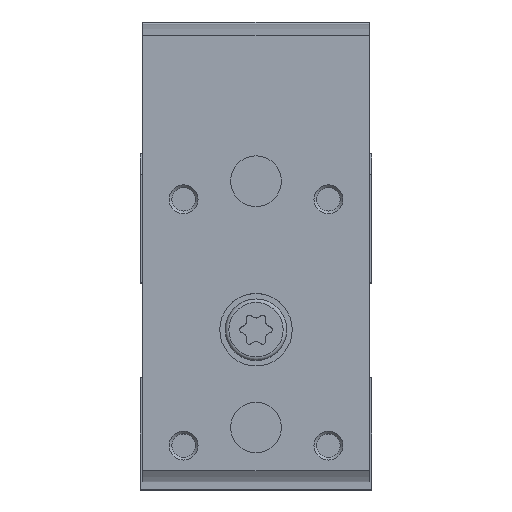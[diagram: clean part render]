
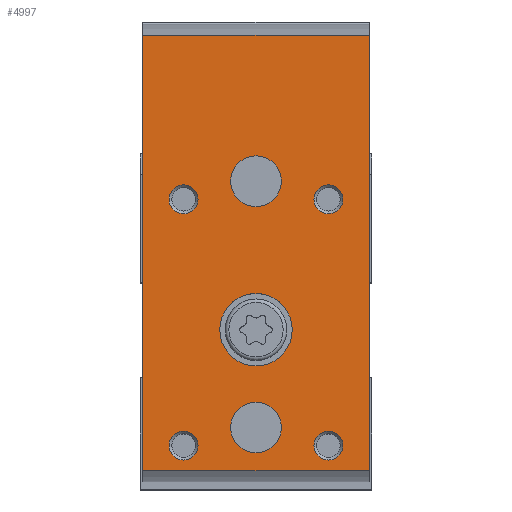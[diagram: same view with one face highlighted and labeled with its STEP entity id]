
A CAD part, top view. The second image highlights one B-rep face of the part: STEP entity #4997.
In plain terms, the highlighted planar face has unit normal (0, 0, 1).
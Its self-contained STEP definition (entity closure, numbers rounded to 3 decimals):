
#186=PLANE('',#6456);
#401=CIRCLE('',#6457,5.);
#402=CIRCLE('',#6458,3.5);
#403=CIRCLE('',#6459,3.5);
#404=CIRCLE('',#6460,2.);
#405=CIRCLE('',#6461,2.);
#406=CIRCLE('',#6462,2.);
#407=CIRCLE('',#6463,2.);
#1372=ORIENTED_EDGE('',*,*,#2302,.T.);
#1373=ORIENTED_EDGE('',*,*,#2303,.T.);
#1374=ORIENTED_EDGE('',*,*,#2304,.T.);
#1375=ORIENTED_EDGE('',*,*,#2305,.F.);
#1376=ORIENTED_EDGE('',*,*,#2306,.F.);
#1377=ORIENTED_EDGE('',*,*,#2307,.F.);
#1378=ORIENTED_EDGE('',*,*,#2308,.F.);
#1379=ORIENTED_EDGE('',*,*,#2309,.T.);
#1380=ORIENTED_EDGE('',*,*,#2310,.F.);
#1381=ORIENTED_EDGE('',*,*,#2311,.F.);
#1382=ORIENTED_EDGE('',*,*,#2312,.T.);
#2302=EDGE_CURVE('',#2859,#2859,#401,.T.);
#2303=EDGE_CURVE('',#2860,#2860,#402,.T.);
#2304=EDGE_CURVE('',#2861,#2861,#403,.T.);
#2305=EDGE_CURVE('',#2862,#2862,#404,.T.);
#2306=EDGE_CURVE('',#2863,#2863,#405,.T.);
#2307=EDGE_CURVE('',#2864,#2864,#406,.T.);
#2308=EDGE_CURVE('',#2865,#2865,#407,.T.);
#2309=EDGE_CURVE('',#2866,#2867,#3286,.T.);
#2310=EDGE_CURVE('',#2868,#2867,#3287,.T.);
#2311=EDGE_CURVE('',#2869,#2868,#3288,.T.);
#2312=EDGE_CURVE('',#2869,#2866,#3289,.T.);
#2859=VERTEX_POINT('',#9304);
#2860=VERTEX_POINT('',#9306);
#2861=VERTEX_POINT('',#9308);
#2862=VERTEX_POINT('',#9310);
#2863=VERTEX_POINT('',#9312);
#2864=VERTEX_POINT('',#9314);
#2865=VERTEX_POINT('',#9316);
#2866=VERTEX_POINT('',#9318);
#2867=VERTEX_POINT('',#9319);
#2868=VERTEX_POINT('',#9321);
#2869=VERTEX_POINT('',#9323);
#3286=LINE('',#9317,#3658);
#3287=LINE('',#9320,#3659);
#3288=LINE('',#9322,#3660);
#3289=LINE('',#9324,#3661);
#3658=VECTOR('',#7727,1000.);
#3659=VECTOR('',#7728,1000.);
#3660=VECTOR('',#7729,1000.);
#3661=VECTOR('',#7730,1000.);
#4021=EDGE_LOOP('',(#1372));
#4022=EDGE_LOOP('',(#1373));
#4023=EDGE_LOOP('',(#1374));
#4024=EDGE_LOOP('',(#1375));
#4025=EDGE_LOOP('',(#1376));
#4026=EDGE_LOOP('',(#1377));
#4027=EDGE_LOOP('',(#1378));
#4028=EDGE_LOOP('',(#1379,#1380,#1381,#1382));
#4495=FACE_BOUND('',#4021,.T.);
#4496=FACE_BOUND('',#4022,.T.);
#4497=FACE_BOUND('',#4023,.T.);
#4498=FACE_BOUND('',#4024,.T.);
#4499=FACE_BOUND('',#4025,.T.);
#4500=FACE_BOUND('',#4026,.T.);
#4501=FACE_BOUND('',#4027,.T.);
#4502=FACE_BOUND('',#4028,.T.);
#4997=ADVANCED_FACE('',(#4495,#4496,#4497,#4498,#4499,#4500,#4501,#4502),
#186,.F.);
#6456=AXIS2_PLACEMENT_3D('',#9302,#7711,#7712);
#6457=AXIS2_PLACEMENT_3D('',#9303,#7713,#7714);
#6458=AXIS2_PLACEMENT_3D('',#9305,#7715,#7716);
#6459=AXIS2_PLACEMENT_3D('',#9307,#7717,#7718);
#6460=AXIS2_PLACEMENT_3D('',#9309,#7719,#7720);
#6461=AXIS2_PLACEMENT_3D('',#9311,#7721,#7722);
#6462=AXIS2_PLACEMENT_3D('',#9313,#7723,#7724);
#6463=AXIS2_PLACEMENT_3D('',#9315,#7725,#7726);
#7711=DIRECTION('',(0.,0.,-1.));
#7712=DIRECTION('',(-1.,0.,0.));
#7713=DIRECTION('',(0.,0.,-1.));
#7714=DIRECTION('',(-1.,0.,0.));
#7715=DIRECTION('',(0.,0.,-1.));
#7716=DIRECTION('',(-1.,0.,0.));
#7717=DIRECTION('',(0.,0.,-1.));
#7718=DIRECTION('',(-1.,0.,0.));
#7719=DIRECTION('',(0.,0.,1.));
#7720=DIRECTION('',(1.,0.,0.));
#7721=DIRECTION('',(0.,0.,1.));
#7722=DIRECTION('',(1.,0.,0.));
#7723=DIRECTION('',(0.,0.,1.));
#7724=DIRECTION('',(1.,0.,0.));
#7725=DIRECTION('',(0.,0.,1.));
#7726=DIRECTION('',(1.,0.,0.));
#7727=DIRECTION('',(0.,-1.,0.));
#7728=DIRECTION('',(-1.,0.,0.));
#7729=DIRECTION('',(0.,-1.,0.));
#7730=DIRECTION('',(-1.,0.,0.));
#9302=CARTESIAN_POINT('',(15.65,63.5,0.));
#9303=CARTESIAN_POINT('',(0.,21.,0.));
#9304=CARTESIAN_POINT('',(-5.,21.,0.));
#9305=CARTESIAN_POINT('',(0.,7.5,0.));
#9306=CARTESIAN_POINT('',(-3.5,7.5,0.));
#9307=CARTESIAN_POINT('',(0.,41.5,0.));
#9308=CARTESIAN_POINT('',(-3.5,41.5,0.));
#9309=CARTESIAN_POINT('',(-10.,39.,0.));
#9310=CARTESIAN_POINT('',(-8.,39.,0.));
#9311=CARTESIAN_POINT('',(10.,39.,0.));
#9312=CARTESIAN_POINT('',(12.,39.,0.));
#9313=CARTESIAN_POINT('',(-10.,5.,0.));
#9314=CARTESIAN_POINT('',(-8.,5.,0.));
#9315=CARTESIAN_POINT('',(10.,5.,0.));
#9316=CARTESIAN_POINT('',(12.,5.,0.));
#9317=CARTESIAN_POINT('',(-15.65,63.5,0.));
#9318=CARTESIAN_POINT('',(-15.65,61.656,0.));
#9319=CARTESIAN_POINT('',(-15.65,1.544,0.));
#9320=CARTESIAN_POINT('',(15.65,1.544,0.));
#9321=CARTESIAN_POINT('',(15.65,1.544,0.));
#9322=CARTESIAN_POINT('',(15.65,63.5,0.));
#9323=CARTESIAN_POINT('',(15.65,61.656,0.));
#9324=CARTESIAN_POINT('',(15.65,61.656,0.));
